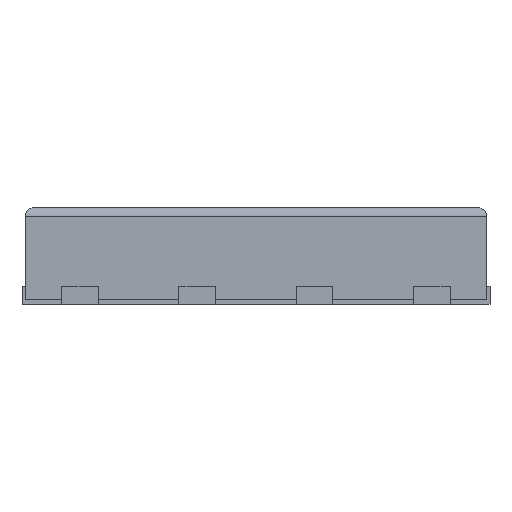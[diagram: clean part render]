
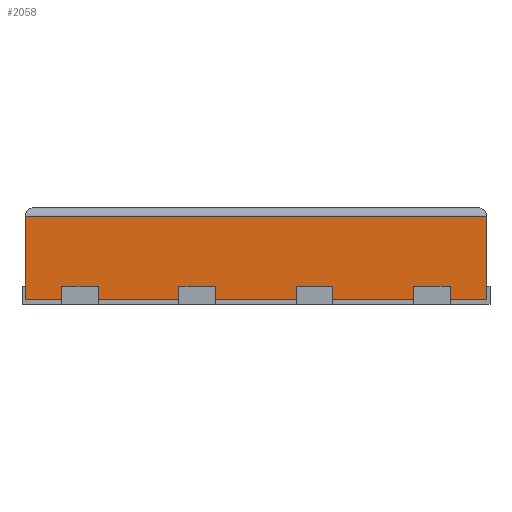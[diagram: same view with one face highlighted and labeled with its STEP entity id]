
A CAD part, left-side view. The second image highlights one B-rep face of the part: STEP entity #2058.
In plain terms, the highlighted planar face has unit normal (-1, 0, 0).
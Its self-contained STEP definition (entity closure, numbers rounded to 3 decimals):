
#138 = EDGE_CURVE ( 'NONE', #1851, #4075, #8319, .T. ) ;
#833 = LINE ( 'NONE', #5215, #12312 ) ;
#889 = EDGE_LOOP ( 'NONE', ( #3294, #1151, #1001, #1938 ) ) ;
#1001 = ORIENTED_EDGE ( 'NONE', *, *, #9611, .T. ) ;
#1151 = ORIENTED_EDGE ( 'NONE', *, *, #11048, .T. ) ;
#1208 = CARTESIAN_POINT ( 'NONE',  ( -3., 2.5, 0.05 ) ) ;
#1617 = CARTESIAN_POINT ( 'NONE',  ( -3., 2.5, 1.05 ) ) ;
#1851 = VERTEX_POINT ( 'NONE', #4571 ) ;
#1938 = ORIENTED_EDGE ( 'NONE', *, *, #14088, .T. ) ;
#1991 = VERTEX_POINT ( 'NONE', #3070 ) ;
#2058 = ADVANCED_FACE ( 'NONE', ( #8906 ), #12594, .F. ) ;
#2836 = LINE ( 'NONE', #1617, #8226 ) ;
#3070 = CARTESIAN_POINT ( 'NONE',  ( -3., 2.5, 0.95 ) ) ;
#3294 = ORIENTED_EDGE ( 'NONE', *, *, #138, .F. ) ;
#3772 = DIRECTION ( 'NONE',  ( 0., 0., -1. ) ) ;
#4075 = VERTEX_POINT ( 'NONE', #10462 ) ;
#4571 = CARTESIAN_POINT ( 'NONE',  ( -3., -2.5, 0.95 ) ) ;
#5163 = DIRECTION ( 'NONE',  ( 0., 0., -1. ) ) ;
#5215 = CARTESIAN_POINT ( 'NONE',  ( -3., -2.5, 0.05 ) ) ;
#5220 = DIRECTION ( 'NONE',  ( 0., 1., 0. ) ) ;
#6503 = LINE ( 'NONE', #13011, #11116 ) ;
#6519 = DIRECTION ( 'NONE',  ( 0., 0., -1. ) ) ;
#8226 = VECTOR ( 'NONE', #3772, 1000. ) ;
#8319 = LINE ( 'NONE', #11707, #8353 ) ;
#8353 = VECTOR ( 'NONE', #6519, 1000. ) ;
#8501 = VERTEX_POINT ( 'NONE', #1208 ) ;
#8906 = FACE_OUTER_BOUND ( 'NONE', #889, .T. ) ;
#9611 = EDGE_CURVE ( 'NONE', #1991, #8501, #2836, .T. ) ;
#10462 = CARTESIAN_POINT ( 'NONE',  ( -3., -2.5, 0.05 ) ) ;
#11048 = EDGE_CURVE ( 'NONE', #1851, #1991, #6503, .T. ) ;
#11116 = VECTOR ( 'NONE', #5220, 1000. ) ;
#11707 = CARTESIAN_POINT ( 'NONE',  ( -3., -2.5, 1.05 ) ) ;
#12312 = VECTOR ( 'NONE', #14322, 1000. ) ;
#12594 = PLANE ( 'NONE',  #13031 ) ;
#12814 = CARTESIAN_POINT ( 'NONE',  ( -3., -2.5, 1.05 ) ) ;
#13011 = CARTESIAN_POINT ( 'NONE',  ( -3., -2.5, 0.95 ) ) ;
#13031 = AXIS2_PLACEMENT_3D ( 'NONE', #12814, #13851, #5163 ) ;
#13851 = DIRECTION ( 'NONE',  ( 1., 0., 0. ) ) ;
#14088 = EDGE_CURVE ( 'NONE', #8501, #4075, #833, .T. ) ;
#14322 = DIRECTION ( 'NONE',  ( 0., -1., 0. ) ) ;
